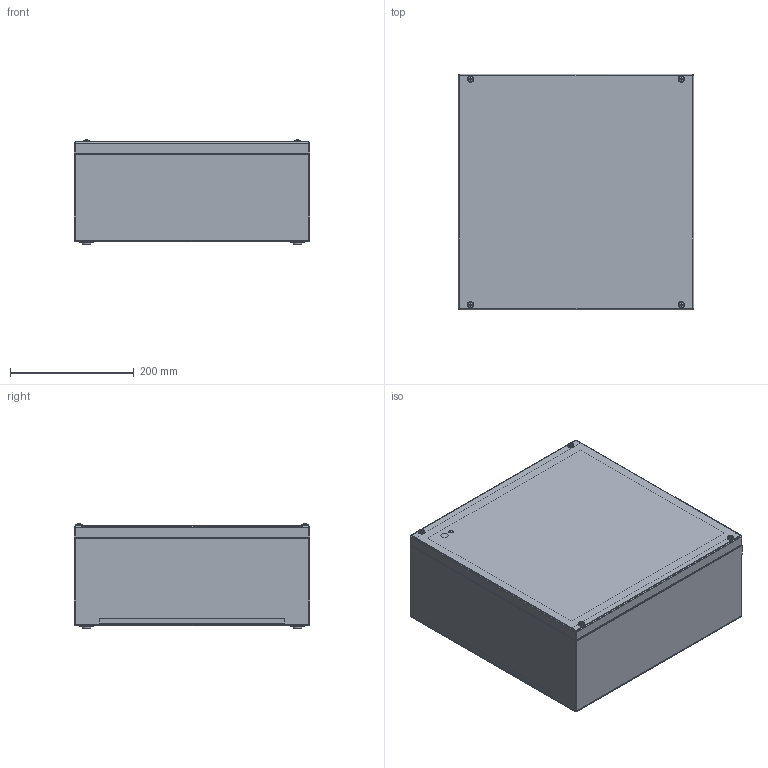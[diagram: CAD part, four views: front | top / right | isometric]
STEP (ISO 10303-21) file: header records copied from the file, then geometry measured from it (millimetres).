
FILE_DESCRIPTION (( 'STEP AP214' ), '1' );
FILE_NAME ('37383816.STEP', '2018-08-21T09:56:41', ( 'Macha' ), ( 'Hewlett-Packard Company' ), 'SwSTEP 2.0', 'SolidWorks 2018', '' );
FILE_SCHEMA (( 'AUTOMOTIVE_DESIGN' ));
Length unit declared in the file: millimetre
Products named in the file (14): 56111; 92081; 94753; 93379; 93344; 41070; 82410_37383816; 42032; 56080; 42111; 86003_Bl.1,25; 42008; 37383816; 94084
Assembly tree (26 placements, depth 3):
  37383816
    56080
      42008
      86003_Bl.1,25  x4
      42111  x2
    56111
      42032
      82410_37383816
      41070  x4
      93344  x4
      93379
    94753  x4
    92081  x2
  94084
Bounding box: 380 x 380 x 168.37 mm (x, y, z)
Volume: 906891.4 mm3; surface area: 1264550.2 mm2
Topology: 24 solids, 24 shells, 761 faces, 1680 edges, 1014 vertices
Faces by surface type: plane 327, cylinder 262, bspline 80, cone 44, sphere 24, torus 24
Full cylindrical faces by diameter (mm): 4.2 x8, 4.7 x2, 5 x52, 5.9 x4, 6 x1, 7 x12, 8 x10, 8.5 x4, 9 x4, 10 x8, 10.4 x4, 12 x1, 14 x4
Entity records: 16227 total; most frequent: CARTESIAN_POINT 4985, DIRECTION 2059, ORIENTED_EDGE 2030, EDGE_CURVE 1015, AXIS2_PLACEMENT_3D 754, EDGE_LOOP 665, VERTEX_POINT 624, FACE_OUTER_BOUND 559
